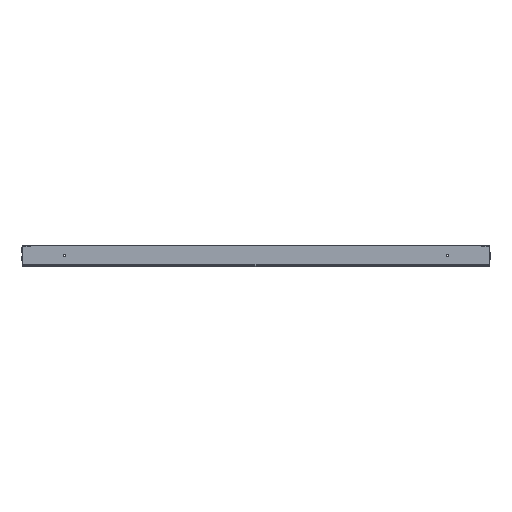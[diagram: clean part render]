
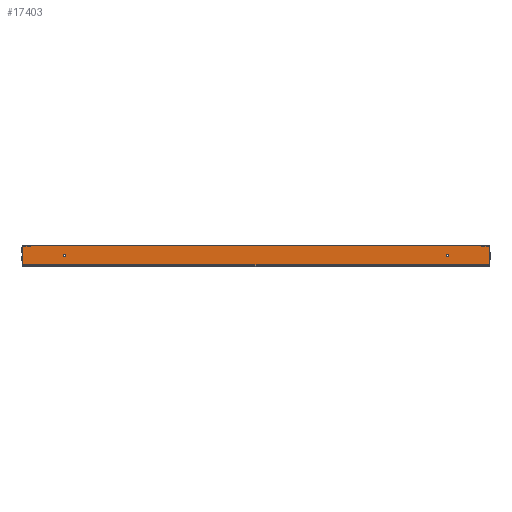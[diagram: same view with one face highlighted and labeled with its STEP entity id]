
A CAD part, front view. The second image highlights one B-rep face of the part: STEP entity #17403.
In plain terms, the highlighted planar face has unit normal (0, -1, 0).
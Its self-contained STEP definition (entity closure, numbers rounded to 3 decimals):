
#356 = DIRECTION ( 'NONE',  ( 0., -1., 0. ) ) ;
#616 = ORIENTED_EDGE ( 'NONE', *, *, #45646, .T. ) ;
#675 = EDGE_CURVE ( 'NONE', #7253, #10802, #25113, .T. ) ;
#890 = DIRECTION ( 'NONE',  ( 0., 1., 0. ) ) ;
#1659 = CARTESIAN_POINT ( 'NONE',  ( 450., -900., 21. ) ) ;
#1715 = FACE_BOUND ( 'NONE', #14000, .T. ) ;
#2662 = ORIENTED_EDGE ( 'NONE', *, *, #32966, .F. ) ;
#2987 = EDGE_CURVE ( 'NONE', #29484, #5914, #26686, .T. ) ;
#3502 = VERTEX_POINT ( 'NONE', #7401 ) ;
#5430 = AXIS2_PLACEMENT_3D ( 'NONE', #11962, #42033, #5776 ) ;
#5776 = DIRECTION ( 'NONE',  ( 0., 0., 1. ) ) ;
#5914 = VERTEX_POINT ( 'NONE', #16202 ) ;
#5943 = DIRECTION ( 'NONE',  ( 0., 0., 1. ) ) ;
#6177 = AXIS2_PLACEMENT_3D ( 'NONE', #29915, #25993, #25510 ) ;
#6374 = DIRECTION ( 'NONE',  ( -1., 0., 0. ) ) ;
#6649 = ORIENTED_EDGE ( 'NONE', *, *, #2987, .T. ) ;
#7253 = VERTEX_POINT ( 'NONE', #34338 ) ;
#7401 = CARTESIAN_POINT ( 'NONE',  ( -547.929, -900., 47. ) ) ;
#7808 = DIRECTION ( 'NONE',  ( -1., 0., 0. ) ) ;
#7992 = CARTESIAN_POINT ( 'NONE',  ( 547.929, -900., 47. ) ) ;
#8343 = ORIENTED_EDGE ( 'NONE', *, *, #48513, .T. ) ;
#8422 = CIRCLE ( 'NONE', #43088, 3. ) ;
#8491 = DIRECTION ( 'NONE',  ( 0., 0., 1. ) ) ;
#8622 = CARTESIAN_POINT ( 'NONE',  ( 0., -900., 0. ) ) ;
#9345 = LINE ( 'NONE', #32258, #47776 ) ;
#10802 = VERTEX_POINT ( 'NONE', #45434 ) ;
#11593 = CARTESIAN_POINT ( 'NONE',  ( -547.929, -900., 2. ) ) ;
#11757 = LINE ( 'NONE', #22599, #37918 ) ;
#11962 = CARTESIAN_POINT ( 'NONE',  ( 546.929, -900., 47. ) ) ;
#12474 = CIRCLE ( 'NONE', #6177, 3. ) ;
#13052 = FACE_BOUND ( 'NONE', #18812, .T. ) ;
#13344 = CARTESIAN_POINT ( 'NONE',  ( 450., -900., 24. ) ) ;
#13363 = CARTESIAN_POINT ( 'NONE',  ( -547.929, -900., 0. ) ) ;
#13637 = VERTEX_POINT ( 'NONE', #41744 ) ;
#14000 = EDGE_LOOP ( 'NONE', ( #25389, #18175 ) ) ;
#15209 = EDGE_CURVE ( 'NONE', #27444, #34048, #12474, .T. ) ;
#16202 = CARTESIAN_POINT ( 'NONE',  ( 546.929, -900., 48. ) ) ;
#17093 = VECTOR ( 'NONE', #35289, 1000. ) ;
#17403 = ADVANCED_FACE ( 'NONE', ( #13052, #1715, #23649 ), #23404, .F. ) ;
#17990 = EDGE_CURVE ( 'NONE', #44197, #3502, #27666, .T. ) ;
#18175 = ORIENTED_EDGE ( 'NONE', *, *, #15209, .T. ) ;
#18812 = EDGE_LOOP ( 'NONE', ( #36985, #32648 ) ) ;
#18881 = EDGE_CURVE ( 'NONE', #10802, #7253, #8422, .T. ) ;
#19080 = AXIS2_PLACEMENT_3D ( 'NONE', #30413, #356, #8491 ) ;
#19614 = VERTEX_POINT ( 'NONE', #28319 ) ;
#19966 = DIRECTION ( 'NONE',  ( 0., 0., 1. ) ) ;
#20312 = CIRCLE ( 'NONE', #25039, 3. ) ;
#20502 = LINE ( 'NONE', #31835, #41466 ) ;
#21174 = AXIS2_PLACEMENT_3D ( 'NONE', #41333, #890, #42067 ) ;
#22599 = CARTESIAN_POINT ( 'NONE',  ( 0., -900., 48. ) ) ;
#23404 = PLANE ( 'NONE',  #32147 ) ;
#23626 = EDGE_CURVE ( 'NONE', #34048, #27444, #20312, .T. ) ;
#23649 = FACE_OUTER_BOUND ( 'NONE', #29992, .T. ) ;
#24262 = ORIENTED_EDGE ( 'NONE', *, *, #33358, .T. ) ;
#24443 = DIRECTION ( 'NONE',  ( 0., 0., 1. ) ) ;
#24679 = DIRECTION ( 'NONE',  ( 0., 1., 0. ) ) ;
#25039 = AXIS2_PLACEMENT_3D ( 'NONE', #13344, #24679, #5943 ) ;
#25113 = CIRCLE ( 'NONE', #21174, 3. ) ;
#25389 = ORIENTED_EDGE ( 'NONE', *, *, #23626, .T. ) ;
#25510 = DIRECTION ( 'NONE',  ( 0., 0., 1. ) ) ;
#25993 = DIRECTION ( 'NONE',  ( 0., 1., 0. ) ) ;
#26686 = CIRCLE ( 'NONE', #5430, 1. ) ;
#27058 = CARTESIAN_POINT ( 'NONE',  ( 450., -900., 27. ) ) ;
#27444 = VERTEX_POINT ( 'NONE', #1659 ) ;
#27666 = LINE ( 'NONE', #13363, #17093 ) ;
#28319 = CARTESIAN_POINT ( 'NONE',  ( -546.929, -900., 48. ) ) ;
#29484 = VERTEX_POINT ( 'NONE', #7992 ) ;
#29915 = CARTESIAN_POINT ( 'NONE',  ( 450., -900., 24. ) ) ;
#29992 = EDGE_LOOP ( 'NONE', ( #616, #8343, #34304, #2662, #24262, #6649 ) ) ;
#30413 = CARTESIAN_POINT ( 'NONE',  ( -546.929, -900., 47. ) ) ;
#31835 = CARTESIAN_POINT ( 'NONE',  ( 547.929, -900., 0. ) ) ;
#32147 = AXIS2_PLACEMENT_3D ( 'NONE', #8622, #42388, #38696 ) ;
#32258 = CARTESIAN_POINT ( 'NONE',  ( -550., -900., 2. ) ) ;
#32648 = ORIENTED_EDGE ( 'NONE', *, *, #18881, .T. ) ;
#32966 = EDGE_CURVE ( 'NONE', #13637, #44197, #9345, .T. ) ;
#33358 = EDGE_CURVE ( 'NONE', #13637, #29484, #20502, .T. ) ;
#34030 = CIRCLE ( 'NONE', #19080, 1. ) ;
#34048 = VERTEX_POINT ( 'NONE', #27058 ) ;
#34304 = ORIENTED_EDGE ( 'NONE', *, *, #17990, .F. ) ;
#34338 = CARTESIAN_POINT ( 'NONE',  ( -450., -900., 27. ) ) ;
#35289 = DIRECTION ( 'NONE',  ( 0., 0., 1. ) ) ;
#36985 = ORIENTED_EDGE ( 'NONE', *, *, #675, .T. ) ;
#37918 = VECTOR ( 'NONE', #7808, 1000. ) ;
#38696 = DIRECTION ( 'NONE',  ( 0., 0., 1. ) ) ;
#38712 = CARTESIAN_POINT ( 'NONE',  ( -450., -900., 24. ) ) ;
#41333 = CARTESIAN_POINT ( 'NONE',  ( -450., -900., 24. ) ) ;
#41466 = VECTOR ( 'NONE', #24443, 1000. ) ;
#41744 = CARTESIAN_POINT ( 'NONE',  ( 547.929, -900., 2. ) ) ;
#42033 = DIRECTION ( 'NONE',  ( 0., -1., 0. ) ) ;
#42067 = DIRECTION ( 'NONE',  ( 0., 0., 1. ) ) ;
#42388 = DIRECTION ( 'NONE',  ( 0., 1., 0. ) ) ;
#42646 = DIRECTION ( 'NONE',  ( 0., 1., 0. ) ) ;
#43088 = AXIS2_PLACEMENT_3D ( 'NONE', #38712, #42646, #19966 ) ;
#44197 = VERTEX_POINT ( 'NONE', #11593 ) ;
#45434 = CARTESIAN_POINT ( 'NONE',  ( -450., -900., 21. ) ) ;
#45646 = EDGE_CURVE ( 'NONE', #5914, #19614, #11757, .T. ) ;
#47776 = VECTOR ( 'NONE', #6374, 1000. ) ;
#48513 = EDGE_CURVE ( 'NONE', #19614, #3502, #34030, .T. ) ;
